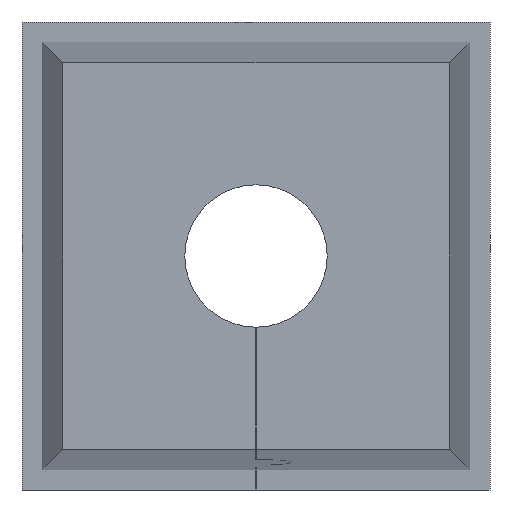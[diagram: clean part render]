
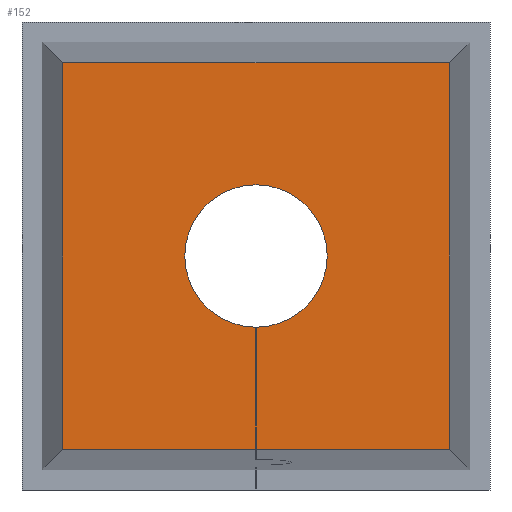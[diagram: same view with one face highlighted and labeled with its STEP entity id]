
A CAD part, front view. The second image highlights one B-rep face of the part: STEP entity #152.
In plain terms, the highlighted planar face has unit normal (0, -1, 0).
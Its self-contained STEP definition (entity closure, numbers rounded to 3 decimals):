
#5 = LINE ( 'NONE', #79, #779 ) ;
#12 = DIRECTION ( 'NONE',  ( -1., 0., 0. ) ) ;
#45 = ORIENTED_EDGE ( 'NONE', *, *, #866, .T. ) ;
#47 = DIRECTION ( 'NONE',  ( -1., 0., 0. ) ) ;
#67 = AXIS2_PLACEMENT_3D ( 'NONE', #899, #828, #401 ) ;
#78 = DIRECTION ( 'NONE',  ( -1., 0., 0. ) ) ;
#79 = CARTESIAN_POINT ( 'NONE',  ( -0.005, -14.5, -5.75 ) ) ;
#88 = DIRECTION ( 'NONE',  ( 0., 1., 0. ) ) ;
#90 = ORIENTED_EDGE ( 'NONE', *, *, #364, .F. ) ;
#96 = VECTOR ( 'NONE', #337, 1000. ) ;
#106 = VERTEX_POINT ( 'NONE', #412 ) ;
#120 = CARTESIAN_POINT ( 'NONE',  ( 3.5, -14.5, 0. ) ) ;
#125 = CARTESIAN_POINT ( 'NONE',  ( -0.005, -14.5, -3.5 ) ) ;
#129 = VERTEX_POINT ( 'NONE', #125 ) ;
#152 = ADVANCED_FACE ( 'NONE', ( #844 ), #431, .F. ) ;
#160 = CARTESIAN_POINT ( 'NONE',  ( 9.494, -14.5, 9.494 ) ) ;
#183 = CARTESIAN_POINT ( 'NONE',  ( 9.494, -14.5, 10.5 ) ) ;
#193 = VERTEX_POINT ( 'NONE', #279 ) ;
#208 = ORIENTED_EDGE ( 'NONE', *, *, #780, .T. ) ;
#218 = DIRECTION ( 'NONE',  ( 1., 0., 0. ) ) ;
#233 = CARTESIAN_POINT ( 'NONE',  ( -9.494, -14.5, 9.494 ) ) ;
#264 = ORIENTED_EDGE ( 'NONE', *, *, #581, .T. ) ;
#269 = LINE ( 'NONE', #183, #601 ) ;
#279 = CARTESIAN_POINT ( 'NONE',  ( 9.494, -14.5, -9.494 ) ) ;
#312 = AXIS2_PLACEMENT_3D ( 'NONE', #784, #711, #218 ) ;
#314 = CIRCLE ( 'NONE', #760, 3.5 ) ;
#327 = DIRECTION ( 'NONE',  ( 0., 1., 0. ) ) ;
#337 = DIRECTION ( 'NONE',  ( 1., 0., 0. ) ) ;
#354 = VERTEX_POINT ( 'NONE', #790 ) ;
#364 = EDGE_CURVE ( 'NONE', #391, #354, #379, .T. ) ;
#369 = CARTESIAN_POINT ( 'NONE',  ( -9.494, -14.5, -10.5 ) ) ;
#379 = LINE ( 'NONE', #520, #445 ) ;
#391 = VERTEX_POINT ( 'NONE', #747 ) ;
#401 = DIRECTION ( 'NONE',  ( -1., 0., 0. ) ) ;
#406 = VERTEX_POINT ( 'NONE', #120 ) ;
#412 = CARTESIAN_POINT ( 'NONE',  ( 0.005, -14.5, -3.5 ) ) ;
#420 = CARTESIAN_POINT ( 'NONE',  ( 0.005, -14.5, -5.75 ) ) ;
#429 = CARTESIAN_POINT ( 'NONE',  ( 10.5, -14.5, -9.494 ) ) ;
#431 = PLANE ( 'NONE',  #312 ) ;
#437 = ORIENTED_EDGE ( 'NONE', *, *, #872, .T. ) ;
#438 = LINE ( 'NONE', #369, #544 ) ;
#445 = VECTOR ( 'NONE', #730, 1000. ) ;
#449 = ORIENTED_EDGE ( 'NONE', *, *, #473, .F. ) ;
#458 = VECTOR ( 'NONE', #555, 1000. ) ;
#473 = EDGE_CURVE ( 'NONE', #193, #871, #846, .T. ) ;
#477 = CARTESIAN_POINT ( 'NONE',  ( 0., -14.5, 0. ) ) ;
#520 = CARTESIAN_POINT ( 'NONE',  ( 10.5, -14.5, -9.494 ) ) ;
#544 = VECTOR ( 'NONE', #577, 1000. ) ;
#555 = DIRECTION ( 'NONE',  ( 0., 0., -1. ) ) ;
#577 = DIRECTION ( 'NONE',  ( 0., 0., 1. ) ) ;
#581 = EDGE_CURVE ( 'NONE', #639, #406, #661, .T. ) ;
#598 = CARTESIAN_POINT ( 'NONE',  ( -3.5, -14.5, 0. ) ) ;
#599 = VERTEX_POINT ( 'NONE', #160 ) ;
#601 = VECTOR ( 'NONE', #885, 1000. ) ;
#604 = ORIENTED_EDGE ( 'NONE', *, *, #741, .F. ) ;
#605 = EDGE_CURVE ( 'NONE', #354, #609, #438, .T. ) ;
#609 = VERTEX_POINT ( 'NONE', #233 ) ;
#639 = VERTEX_POINT ( 'NONE', #598 ) ;
#661 = CIRCLE ( 'NONE', #685, 3.5 ) ;
#670 = EDGE_CURVE ( 'NONE', #129, #639, #314, .T. ) ;
#679 = EDGE_LOOP ( 'NONE', ( #437, #754, #264, #208, #45, #449, #604, #834, #876, #90 ) ) ;
#685 = AXIS2_PLACEMENT_3D ( 'NONE', #709, #88, #78 ) ;
#686 = EDGE_CURVE ( 'NONE', #609, #599, #737, .T. ) ;
#709 = CARTESIAN_POINT ( 'NONE',  ( 0., -14.5, 0. ) ) ;
#711 = DIRECTION ( 'NONE',  ( 0., 1., 0. ) ) ;
#730 = DIRECTION ( 'NONE',  ( -1., 0., 0. ) ) ;
#737 = LINE ( 'NONE', #749, #96 ) ;
#741 = EDGE_CURVE ( 'NONE', #599, #193, #269, .T. ) ;
#747 = CARTESIAN_POINT ( 'NONE',  ( -0.005, -14.5, -9.494 ) ) ;
#749 = CARTESIAN_POINT ( 'NONE',  ( -10.5, -14.5, 9.494 ) ) ;
#754 = ORIENTED_EDGE ( 'NONE', *, *, #670, .T. ) ;
#760 = AXIS2_PLACEMENT_3D ( 'NONE', #477, #327, #47 ) ;
#762 = CARTESIAN_POINT ( 'NONE',  ( 0.005, -14.5, -9.494 ) ) ;
#779 = VECTOR ( 'NONE', #902, 1000. ) ;
#780 = EDGE_CURVE ( 'NONE', #406, #106, #852, .T. ) ;
#784 = CARTESIAN_POINT ( 'NONE',  ( 0., -14.5, 0. ) ) ;
#790 = CARTESIAN_POINT ( 'NONE',  ( -9.494, -14.5, -9.494 ) ) ;
#806 = VECTOR ( 'NONE', #12, 1000. ) ;
#828 = DIRECTION ( 'NONE',  ( 0., 1., 0. ) ) ;
#834 = ORIENTED_EDGE ( 'NONE', *, *, #686, .F. ) ;
#843 = LINE ( 'NONE', #420, #458 ) ;
#844 = FACE_OUTER_BOUND ( 'NONE', #679, .T. ) ;
#846 = LINE ( 'NONE', #429, #806 ) ;
#852 = CIRCLE ( 'NONE', #67, 3.5 ) ;
#866 = EDGE_CURVE ( 'NONE', #106, #871, #843, .T. ) ;
#871 = VERTEX_POINT ( 'NONE', #762 ) ;
#872 = EDGE_CURVE ( 'NONE', #391, #129, #5, .T. ) ;
#876 = ORIENTED_EDGE ( 'NONE', *, *, #605, .F. ) ;
#885 = DIRECTION ( 'NONE',  ( 0., 0., -1. ) ) ;
#899 = CARTESIAN_POINT ( 'NONE',  ( 0., -14.5, 0. ) ) ;
#902 = DIRECTION ( 'NONE',  ( 0., 0., 1. ) ) ;
